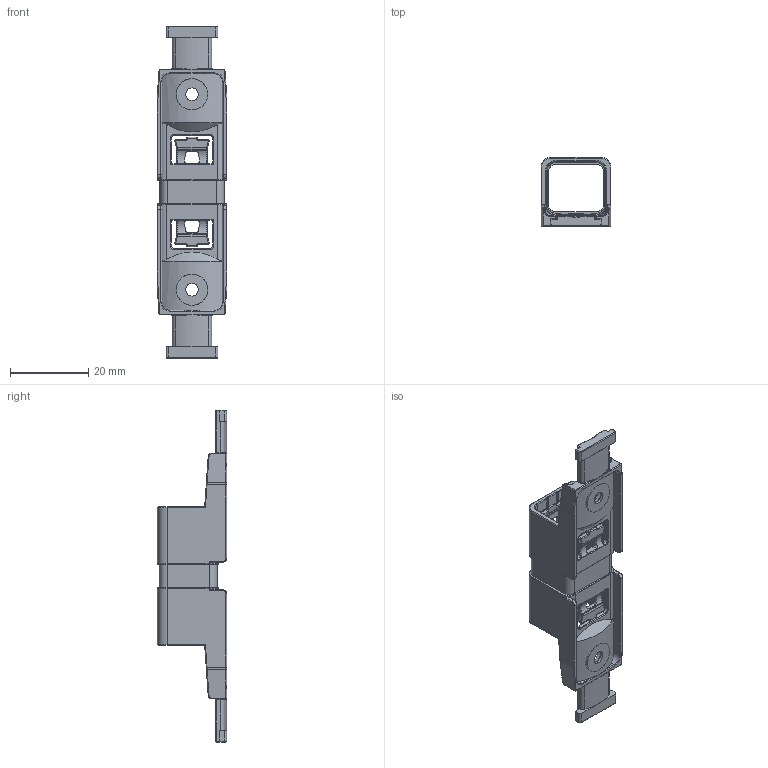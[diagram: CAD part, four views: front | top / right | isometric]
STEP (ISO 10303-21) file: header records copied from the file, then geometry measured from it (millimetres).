
FILE_DESCRIPTION((''),'2;1');
FILE_NAME('SIM2S110C','2020-08-18T',('presta_be4'),(''),'CREO PARAMETRIC BY PTC INC, 2018360','CREO PARAMETRIC BY PTC INC, 2018360','');
FILE_SCHEMA(('CONFIG_CONTROL_DESIGN'));
Length unit declared in the file: millimetre
Products named in the file (1): SIM2S110C
Bounding box: 17.9 x 17.68 x 84.9 mm (x, y, z)
Volume: 4748.2 mm3; surface area: 6709.4 mm2
Topology: 1 solids, 1 shells, 1127 faces, 2854 edges, 1746 vertices
Faces by surface type: plane 386, cylinder 357, extrusion 150, bspline 102, torus 96, cone 20, sphere 16
Entity records: 37773 total; most frequent: CARTESIAN_POINT 11918, ORIENTED_EDGE 5708, DIRECTION 4786, EDGE_CURVE 2854, VERTEX_POINT 1746, VECTOR 1668, AXIS2_PLACEMENT_3D 1559, LINE 1518
